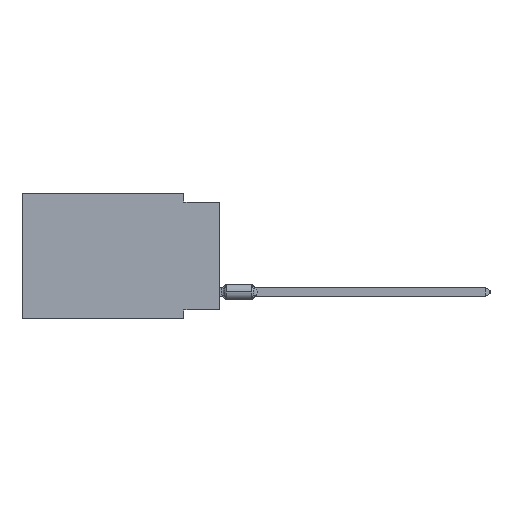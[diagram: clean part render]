
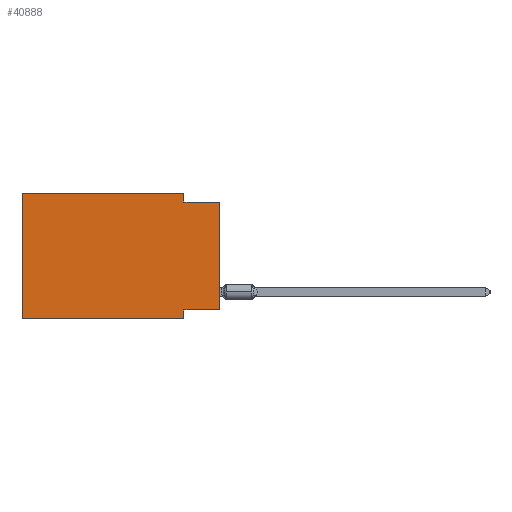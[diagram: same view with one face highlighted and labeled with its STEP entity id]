
A CAD part, left-side view. The second image highlights one B-rep face of the part: STEP entity #40888.
In plain terms, the highlighted planar face has unit normal (-1, 0, 0).
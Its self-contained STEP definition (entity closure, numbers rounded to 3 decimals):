
#811 = VECTOR ( 'NONE', #80410, 1000. ) ;
#841 = ORIENTED_EDGE ( 'NONE', *, *, #67986, .T. ) ;
#2599 = CARTESIAN_POINT ( 'NONE',  ( 0., 13.97, 0. ) ) ;
#4238 = VERTEX_POINT ( 'NONE', #20450 ) ;
#6597 = CARTESIAN_POINT ( 'NONE',  ( 0., 0., 0. ) ) ;
#7561 = FACE_OUTER_BOUND ( 'NONE', #54535, .T. ) ;
#10010 = DIRECTION ( 'NONE',  ( 0., 1., 0. ) ) ;
#12361 = CARTESIAN_POINT ( 'NONE',  ( 0., 0., -0.635 ) ) ;
#12769 = DIRECTION ( 'NONE',  ( 0., -1., 0. ) ) ;
#13715 = LINE ( 'NONE', #38001, #80001 ) ;
#14367 = ORIENTED_EDGE ( 'NONE', *, *, #43554, .F. ) ;
#14396 = VERTEX_POINT ( 'NONE', #18802 ) ;
#14577 = CARTESIAN_POINT ( 'NONE',  ( 0., 2.54, -8.89 ) ) ;
#15363 = DIRECTION ( 'NONE',  ( 0., 0., -1. ) ) ;
#18802 = CARTESIAN_POINT ( 'NONE',  ( 0., 0., -8.255 ) ) ;
#20051 = ORIENTED_EDGE ( 'NONE', *, *, #31658, .F. ) ;
#20450 = CARTESIAN_POINT ( 'NONE',  ( 0., 2.54, -8.255 ) ) ;
#20996 = CARTESIAN_POINT ( 'NONE',  ( 0., 13.97, 0. ) ) ;
#23935 = DIRECTION ( 'NONE',  ( 0., -1., 0. ) ) ;
#25145 = LINE ( 'NONE', #31318, #39236 ) ;
#26906 = VECTOR ( 'NONE', #10010, 1000. ) ;
#31318 = CARTESIAN_POINT ( 'NONE',  ( 0., 13.97, 0. ) ) ;
#31658 = EDGE_CURVE ( 'NONE', #32426, #34638, #25145, .T. ) ;
#32311 = CARTESIAN_POINT ( 'NONE',  ( 0., 2.54, 0. ) ) ;
#32426 = VERTEX_POINT ( 'NONE', #20996 ) ;
#32475 = EDGE_CURVE ( 'NONE', #14396, #58120, #58076, .T. ) ;
#34638 = VERTEX_POINT ( 'NONE', #32311 ) ;
#36339 = LINE ( 'NONE', #61488, #811 ) ;
#38001 = CARTESIAN_POINT ( 'NONE',  ( 0., 13.97, -8.89 ) ) ;
#39236 = VECTOR ( 'NONE', #23935, 1000. ) ;
#40888 = ADVANCED_FACE ( 'NONE', ( #7561 ), #68915, .F. ) ;
#41929 = LINE ( 'NONE', #53910, #56207 ) ;
#42217 = VERTEX_POINT ( 'NONE', #61333 ) ;
#43554 = EDGE_CURVE ( 'NONE', #14396, #4238, #54077, .T. ) ;
#45452 = DIRECTION ( 'NONE',  ( 0., 0., -1. ) ) ;
#45823 = DIRECTION ( 'NONE',  ( 0., -1., 0. ) ) ;
#52769 = EDGE_CURVE ( 'NONE', #68738, #32426, #36339, .T. ) ;
#53910 = CARTESIAN_POINT ( 'NONE',  ( 0., 2.54, 0. ) ) ;
#54077 = LINE ( 'NONE', #68049, #26906 ) ;
#54535 = EDGE_LOOP ( 'NONE', ( #60269, #66918, #70104, #20051, #73312, #841, #60229, #14367 ) ) ;
#56207 = VECTOR ( 'NONE', #67066, 1000. ) ;
#56421 = LINE ( 'NONE', #12361, #75781 ) ;
#57898 = CARTESIAN_POINT ( 'NONE',  ( 0., 13.97, -8.89 ) ) ;
#58076 = LINE ( 'NONE', #6597, #81382 ) ;
#58120 = VERTEX_POINT ( 'NONE', #75887 ) ;
#58219 = DIRECTION ( 'NONE',  ( 1., 0., 0. ) ) ;
#60229 = ORIENTED_EDGE ( 'NONE', *, *, #75040, .F. ) ;
#60269 = ORIENTED_EDGE ( 'NONE', *, *, #32475, .T. ) ;
#61333 = CARTESIAN_POINT ( 'NONE',  ( 0., 2.54, -0.635 ) ) ;
#61488 = CARTESIAN_POINT ( 'NONE',  ( 0., 13.97, 0. ) ) ;
#63533 = VECTOR ( 'NONE', #45452, 1000. ) ;
#63582 = LINE ( 'NONE', #14577, #63533 ) ;
#65657 = EDGE_CURVE ( 'NONE', #42217, #58120, #56421, .T. ) ;
#66918 = ORIENTED_EDGE ( 'NONE', *, *, #65657, .F. ) ;
#66936 = EDGE_CURVE ( 'NONE', #34638, #42217, #41929, .T. ) ;
#67066 = DIRECTION ( 'NONE',  ( 0., 0., -1. ) ) ;
#67986 = EDGE_CURVE ( 'NONE', #68738, #80104, #13715, .T. ) ;
#68049 = CARTESIAN_POINT ( 'NONE',  ( 0., 0., -8.255 ) ) ;
#68738 = VERTEX_POINT ( 'NONE', #57898 ) ;
#68915 = PLANE ( 'NONE',  #80295 ) ;
#69191 = DIRECTION ( 'NONE',  ( 0., 0., 1. ) ) ;
#70104 = ORIENTED_EDGE ( 'NONE', *, *, #66936, .F. ) ;
#73312 = ORIENTED_EDGE ( 'NONE', *, *, #52769, .F. ) ;
#75040 = EDGE_CURVE ( 'NONE', #4238, #80104, #63582, .T. ) ;
#75781 = VECTOR ( 'NONE', #12769, 1000. ) ;
#75887 = CARTESIAN_POINT ( 'NONE',  ( 0., 0., -0.635 ) ) ;
#79529 = CARTESIAN_POINT ( 'NONE',  ( 0., 2.54, -8.89 ) ) ;
#80001 = VECTOR ( 'NONE', #45823, 1000. ) ;
#80104 = VERTEX_POINT ( 'NONE', #79529 ) ;
#80295 = AXIS2_PLACEMENT_3D ( 'NONE', #2599, #58219, #15363 ) ;
#80410 = DIRECTION ( 'NONE',  ( 0., 0., 1. ) ) ;
#81382 = VECTOR ( 'NONE', #69191, 1000. ) ;
